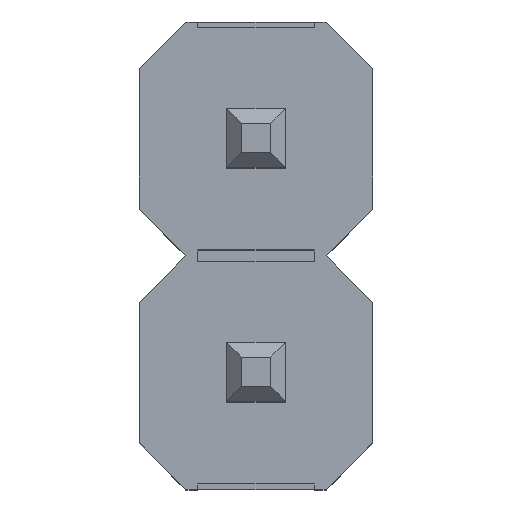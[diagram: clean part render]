
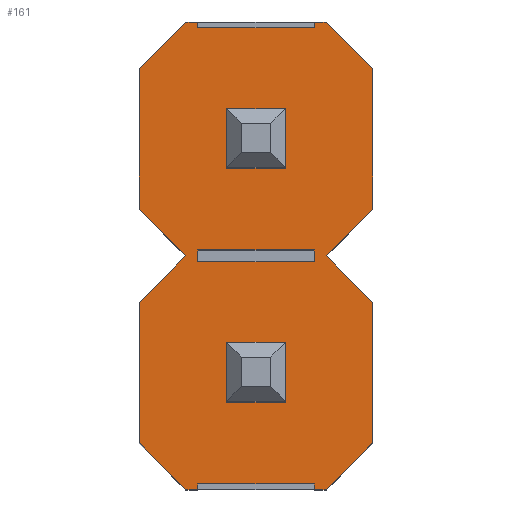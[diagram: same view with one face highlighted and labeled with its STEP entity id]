
A CAD part, top view. The second image highlights one B-rep face of the part: STEP entity #161.
In plain terms, the highlighted planar face has unit normal (0, 0, 1).
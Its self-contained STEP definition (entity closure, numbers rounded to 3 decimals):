
#161=ADVANCED_FACE('',(#881,#883,#885,#887),#889,.T.);
#881=FACE_BOUND('',#882,.T.);
#882=EDGE_LOOP('',(#1461,#1462,#1463,#1464,#1465,#1466,#1467,#1468,#1469,#1470,#1471,
#1472,#1473,#1474,#1475,#1476,#1477,#1478,#1479,#1480,#1481,#1482));
#883=FACE_BOUND('',#884,.T.);
#884=EDGE_LOOP('',(#1483,#1484,#1485,#1486));
#885=FACE_BOUND('',#886,.T.);
#886=EDGE_LOOP('',(#1487,#1488,#1489,#1490));
#887=FACE_BOUND('',#888,.T.);
#888=EDGE_LOOP('',(#1491,#1492,#1493,#1494));
#889=PLANE('',#890);
#890=AXIS2_PLACEMENT_3D('',#891,#892,#893);
#891=CARTESIAN_POINT('',(0.,0.,2.54));
#892=DIRECTION('',(0.,0.,1.));
#893=DIRECTION('',(1.,0.,0.));
#1461=ORIENTED_EDGE('',*,*,#1846,.T.);
#1462=ORIENTED_EDGE('',*,*,#1847,.T.);
#1463=ORIENTED_EDGE('',*,*,#1848,.T.);
#1464=ORIENTED_EDGE('',*,*,#1849,.T.);
#1465=ORIENTED_EDGE('',*,*,#1850,.T.);
#1466=ORIENTED_EDGE('',*,*,#1851,.T.);
#1467=ORIENTED_EDGE('',*,*,#1852,.T.);
#1468=ORIENTED_EDGE('',*,*,#1853,.T.);
#1469=ORIENTED_EDGE('',*,*,#1818,.T.);
#1470=ORIENTED_EDGE('',*,*,#1854,.T.);
#1471=ORIENTED_EDGE('',*,*,#1855,.T.);
#1472=ORIENTED_EDGE('',*,*,#1856,.T.);
#1473=ORIENTED_EDGE('',*,*,#1814,.T.);
#1474=ORIENTED_EDGE('',*,*,#1845,.T.);
#1475=ORIENTED_EDGE('',*,*,#1857,.T.);
#1476=ORIENTED_EDGE('',*,*,#1858,.T.);
#1477=ORIENTED_EDGE('',*,*,#1859,.T.);
#1478=ORIENTED_EDGE('',*,*,#1860,.T.);
#1479=ORIENTED_EDGE('',*,*,#1861,.T.);
#1480=ORIENTED_EDGE('',*,*,#1862,.T.);
#1481=ORIENTED_EDGE('',*,*,#1863,.T.);
#1482=ORIENTED_EDGE('',*,*,#1864,.T.);
#1483=ORIENTED_EDGE('',*,*,#1865,.T.);
#1484=ORIENTED_EDGE('',*,*,#1866,.T.);
#1485=ORIENTED_EDGE('',*,*,#1867,.T.);
#1486=ORIENTED_EDGE('',*,*,#1868,.T.);
#1487=ORIENTED_EDGE('',*,*,#1869,.F.);
#1488=ORIENTED_EDGE('',*,*,#1870,.F.);
#1489=ORIENTED_EDGE('',*,*,#1871,.F.);
#1490=ORIENTED_EDGE('',*,*,#1872,.F.);
#1491=ORIENTED_EDGE('',*,*,#1873,.F.);
#1492=ORIENTED_EDGE('',*,*,#1874,.F.);
#1493=ORIENTED_EDGE('',*,*,#1875,.F.);
#1494=ORIENTED_EDGE('',*,*,#1876,.F.);
#1814=EDGE_CURVE('',#2038,#2036,#2039,.T.);
#1818=EDGE_CURVE('',#2046,#2044,#2047,.T.);
#1845=EDGE_CURVE('',#2036,#2096,#2098,.T.);
#1846=EDGE_CURVE('',#2099,#2100,#2101,.F.);
#1847=EDGE_CURVE('',#2100,#2102,#2103,.T.);
#1848=EDGE_CURVE('',#2102,#2104,#2105,.T.);
#1849=EDGE_CURVE('',#2104,#2106,#2107,.T.);
#1850=EDGE_CURVE('',#2106,#2108,#2109,.T.);
#1851=EDGE_CURVE('',#2108,#2110,#2111,.T.);
#1852=EDGE_CURVE('',#2110,#2112,#2113,.T.);
#1853=EDGE_CURVE('',#2112,#2046,#2114,.T.);
#1854=EDGE_CURVE('',#2044,#2115,#2116,.F.);
#1855=EDGE_CURVE('',#2115,#2117,#2118,.F.);
#1856=EDGE_CURVE('',#2117,#2038,#2119,.F.);
#1857=EDGE_CURVE('',#2096,#2120,#2121,.T.);
#1858=EDGE_CURVE('',#2120,#2122,#2123,.T.);
#1859=EDGE_CURVE('',#2122,#2124,#2125,.T.);
#1860=EDGE_CURVE('',#2124,#2126,#2127,.T.);
#1861=EDGE_CURVE('',#2126,#2128,#2129,.T.);
#1862=EDGE_CURVE('',#2128,#2130,#2131,.T.);
#1863=EDGE_CURVE('',#2130,#2132,#2133,.F.);
#1864=EDGE_CURVE('',#2132,#2099,#2134,.F.);
#1865=EDGE_CURVE('',#2135,#2136,#2137,.F.);
#1866=EDGE_CURVE('',#2136,#2138,#2139,.F.);
#1867=EDGE_CURVE('',#2138,#2140,#2141,.F.);
#1868=EDGE_CURVE('',#2140,#2135,#2142,.F.);
#1869=EDGE_CURVE('',#2143,#2144,#2145,.T.);
#1870=EDGE_CURVE('',#2146,#2143,#2147,.F.);
#1871=EDGE_CURVE('',#2148,#2146,#2149,.T.);
#1872=EDGE_CURVE('',#2144,#2148,#2150,.T.);
#1873=EDGE_CURVE('',#2151,#2152,#2153,.T.);
#1874=EDGE_CURVE('',#2154,#2151,#2155,.F.);
#1875=EDGE_CURVE('',#2156,#2154,#2157,.T.);
#1876=EDGE_CURVE('',#2152,#2156,#2158,.T.);
#2036=VERTEX_POINT('',#2422);
#2038=VERTEX_POINT('',#2426);
#2039=LINE('',#2427,#2428);
#2044=VERTEX_POINT('',#2438);
#2046=VERTEX_POINT('',#2442);
#2047=LINE('',#2443,#2444);
#2096=VERTEX_POINT('',#2544);
#2098=LINE('',#2548,#2549);
#2099=VERTEX_POINT('',#2551);
#2100=VERTEX_POINT('',#2552);
#2101=LINE('',#2553,#2554);
#2102=VERTEX_POINT('',#2556);
#2103=LINE('',#2557,#2558);
#2104=VERTEX_POINT('',#2560);
#2105=LINE('',#2561,#2562);
#2106=VERTEX_POINT('',#2564);
#2107=LINE('',#2565,#2566);
#2108=VERTEX_POINT('',#2568);
#2109=LINE('',#2569,#2570);
#2110=VERTEX_POINT('',#2572);
#2111=LINE('',#2573,#2574);
#2112=VERTEX_POINT('',#2576);
#2113=LINE('',#2577,#2578);
#2114=LINE('',#2580,#2581);
#2115=VERTEX_POINT('',#2583);
#2116=LINE('',#2584,#2585);
#2117=VERTEX_POINT('',#2587);
#2118=LINE('',#2588,#2589);
#2119=LINE('',#2591,#2592);
#2120=VERTEX_POINT('',#2594);
#2121=LINE('',#2595,#2596);
#2122=VERTEX_POINT('',#2598);
#2123=LINE('',#2599,#2600);
#2124=VERTEX_POINT('',#2602);
#2125=LINE('',#2603,#2604);
#2126=VERTEX_POINT('',#2606);
#2127=LINE('',#2607,#2608);
#2128=VERTEX_POINT('',#2610);
#2129=LINE('',#2611,#2612);
#2130=VERTEX_POINT('',#2614);
#2131=LINE('',#2615,#2616);
#2132=VERTEX_POINT('',#2618);
#2133=LINE('',#2619,#2620);
#2134=LINE('',#2622,#2623);
#2135=VERTEX_POINT('',#2625);
#2136=VERTEX_POINT('',#2626);
#2137=LINE('',#2627,#2628);
#2138=VERTEX_POINT('',#2630);
#2139=LINE('',#2631,#2632);
#2140=VERTEX_POINT('',#2634);
#2141=LINE('',#2635,#2636);
#2142=LINE('',#2638,#2639);
#2143=VERTEX_POINT('',#2641);
#2144=VERTEX_POINT('',#2642);
#2145=LINE('',#2643,#2644);
#2146=VERTEX_POINT('',#2646);
#2147=LINE('',#2647,#2648);
#2148=VERTEX_POINT('',#2650);
#2149=LINE('',#2651,#2652);
#2150=LINE('',#2654,#2655);
#2151=VERTEX_POINT('',#2657);
#2152=VERTEX_POINT('',#2658);
#2153=LINE('',#2659,#2660);
#2154=VERTEX_POINT('',#2662);
#2155=LINE('',#2663,#2664);
#2156=VERTEX_POINT('',#2666);
#2157=LINE('',#2667,#2668);
#2158=LINE('',#2670,#2671);
#2422=CARTESIAN_POINT('',(0.762,-1.27,2.54));
#2426=CARTESIAN_POINT('',(0.635,-1.27,2.54));
#2427=CARTESIAN_POINT('',(0.635,-1.27,2.54));
#2428=VECTOR('',#2429,1.);
#2429=DIRECTION('',(1.,0.,0.));
#2438=CARTESIAN_POINT('',(-0.635,-1.27,2.54));
#2442=CARTESIAN_POINT('',(-0.762,-1.27,2.54));
#2443=CARTESIAN_POINT('',(-0.762,-1.27,2.54));
#2444=VECTOR('',#2445,1.);
#2445=DIRECTION('',(1.,0.,0.));
#2544=CARTESIAN_POINT('',(1.27,-0.762,2.54));
#2548=CARTESIAN_POINT('',(0.762,-1.27,2.54));
#2549=VECTOR('',#2550,1.);
#2550=DIRECTION('',(0.707,0.707,0.));
#2551=CARTESIAN_POINT('',(-0.635,3.747,2.54));
#2552=CARTESIAN_POINT('',(-0.635,3.81,2.54));
#2553=CARTESIAN_POINT('',(-0.635,3.81,2.54));
#2554=VECTOR('',#2555,1.);
#2555=DIRECTION('',(0.,-1.,0.));
#2556=CARTESIAN_POINT('',(-0.762,3.81,2.54));
#2557=CARTESIAN_POINT('',(-0.635,3.81,2.54));
#2558=VECTOR('',#2559,1.);
#2559=DIRECTION('',(-1.,0.,0.));
#2560=CARTESIAN_POINT('',(-1.27,3.302,2.54));
#2561=CARTESIAN_POINT('',(-0.762,3.81,2.54));
#2562=VECTOR('',#2563,1.);
#2563=DIRECTION('',(-0.707,-0.707,0.));
#2564=CARTESIAN_POINT('',(-1.27,1.778,2.54));
#2565=CARTESIAN_POINT('',(-1.27,3.302,2.54));
#2566=VECTOR('',#2567,1.);
#2567=DIRECTION('',(0.,-1.,0.));
#2568=CARTESIAN_POINT('',(-0.762,1.27,2.54));
#2569=CARTESIAN_POINT('',(-1.27,1.778,2.54));
#2570=VECTOR('',#2571,1.);
#2571=DIRECTION('',(0.707,-0.707,0.));
#2572=CARTESIAN_POINT('',(-1.27,0.762,2.54));
#2573=CARTESIAN_POINT('',(-0.762,1.27,2.54));
#2574=VECTOR('',#2575,1.);
#2575=DIRECTION('',(-0.707,-0.707,0.));
#2576=CARTESIAN_POINT('',(-1.27,-0.762,2.54));
#2577=CARTESIAN_POINT('',(-1.27,0.762,2.54));
#2578=VECTOR('',#2579,1.);
#2579=DIRECTION('',(0.,-1.,0.));
#2580=CARTESIAN_POINT('',(-1.27,-0.762,2.54));
#2581=VECTOR('',#2582,1.);
#2582=DIRECTION('',(0.707,-0.707,0.));
#2583=CARTESIAN_POINT('',(-0.635,-1.207,2.54));
#2584=CARTESIAN_POINT('',(-0.635,-1.207,2.54));
#2585=VECTOR('',#2586,1.);
#2586=DIRECTION('',(0.,-1.,0.));
#2587=CARTESIAN_POINT('',(0.635,-1.207,2.54));
#2588=CARTESIAN_POINT('',(0.635,-1.207,2.54));
#2589=VECTOR('',#2590,1.);
#2590=DIRECTION('',(-1.,0.,0.));
#2591=CARTESIAN_POINT('',(0.635,-1.27,2.54));
#2592=VECTOR('',#2593,1.);
#2593=DIRECTION('',(0.,1.,0.));
#2594=CARTESIAN_POINT('',(1.27,0.762,2.54));
#2595=CARTESIAN_POINT('',(1.27,-0.762,2.54));
#2596=VECTOR('',#2597,1.);
#2597=DIRECTION('',(0.,1.,0.));
#2598=CARTESIAN_POINT('',(0.762,1.27,2.54));
#2599=CARTESIAN_POINT('',(1.27,0.762,2.54));
#2600=VECTOR('',#2601,1.);
#2601=DIRECTION('',(-0.707,0.707,0.));
#2602=CARTESIAN_POINT('',(1.27,1.778,2.54));
#2603=CARTESIAN_POINT('',(0.762,1.27,2.54));
#2604=VECTOR('',#2605,1.);
#2605=DIRECTION('',(0.707,0.707,0.));
#2606=CARTESIAN_POINT('',(1.27,3.302,2.54));
#2607=CARTESIAN_POINT('',(1.27,1.778,2.54));
#2608=VECTOR('',#2609,1.);
#2609=DIRECTION('',(0.,1.,0.));
#2610=CARTESIAN_POINT('',(0.762,3.81,2.54));
#2611=CARTESIAN_POINT('',(1.27,3.302,2.54));
#2612=VECTOR('',#2613,1.);
#2613=DIRECTION('',(-0.707,0.707,0.));
#2614=CARTESIAN_POINT('',(0.635,3.81,2.54));
#2615=CARTESIAN_POINT('',(0.762,3.81,2.54));
#2616=VECTOR('',#2617,1.);
#2617=DIRECTION('',(-1.,0.,0.));
#2618=CARTESIAN_POINT('',(0.635,3.747,2.54));
#2619=CARTESIAN_POINT('',(0.635,3.747,2.54));
#2620=VECTOR('',#2621,1.);
#2621=DIRECTION('',(0.,1.,0.));
#2622=CARTESIAN_POINT('',(-0.635,3.747,2.54));
#2623=VECTOR('',#2624,1.);
#2624=DIRECTION('',(1.,0.,0.));
#2625=CARTESIAN_POINT('',(-0.635,1.334,2.54));
#2626=CARTESIAN_POINT('',(0.635,1.334,2.54));
#2627=CARTESIAN_POINT('',(0.635,1.334,2.54));
#2628=VECTOR('',#2629,1.);
#2629=DIRECTION('',(-1.,0.,0.));
#2630=CARTESIAN_POINT('',(0.635,1.207,2.54));
#2631=CARTESIAN_POINT('',(0.635,1.207,2.54));
#2632=VECTOR('',#2633,1.);
#2633=DIRECTION('',(0.,1.,0.));
#2634=CARTESIAN_POINT('',(-0.635,1.207,2.54));
#2635=CARTESIAN_POINT('',(-0.635,1.207,2.54));
#2636=VECTOR('',#2637,1.);
#2637=DIRECTION('',(1.,0.,0.));
#2638=CARTESIAN_POINT('',(-0.635,1.334,2.54));
#2639=VECTOR('',#2640,1.);
#2640=DIRECTION('',(0.,-1.,0.));
#2641=CARTESIAN_POINT('',(0.32,0.32,2.54));
#2642=CARTESIAN_POINT('',(-0.32,0.32,2.54));
#2643=CARTESIAN_POINT('',(0.32,0.32,2.54));
#2644=VECTOR('',#2645,1.);
#2645=DIRECTION('',(-1.,0.,0.));
#2646=CARTESIAN_POINT('',(0.32,-0.32,2.54));
#2647=CARTESIAN_POINT('',(0.32,0.32,2.54));
#2648=VECTOR('',#2649,1.);
#2649=DIRECTION('',(0.,-1.,0.));
#2650=CARTESIAN_POINT('',(-0.32,-0.32,2.54));
#2651=CARTESIAN_POINT('',(-0.32,-0.32,2.54));
#2652=VECTOR('',#2653,1.);
#2653=DIRECTION('',(1.,0.,0.));
#2654=CARTESIAN_POINT('',(-0.32,0.32,2.54));
#2655=VECTOR('',#2656,1.);
#2656=DIRECTION('',(0.,-1.,0.));
#2657=CARTESIAN_POINT('',(0.32,2.86,2.54));
#2658=CARTESIAN_POINT('',(-0.32,2.86,2.54));
#2659=CARTESIAN_POINT('',(0.32,2.86,2.54));
#2660=VECTOR('',#2661,1.);
#2661=DIRECTION('',(-1.,0.,0.));
#2662=CARTESIAN_POINT('',(0.32,2.22,2.54));
#2663=CARTESIAN_POINT('',(0.32,2.86,2.54));
#2664=VECTOR('',#2665,1.);
#2665=DIRECTION('',(0.,-1.,0.));
#2666=CARTESIAN_POINT('',(-0.32,2.22,2.54));
#2667=CARTESIAN_POINT('',(-0.32,2.22,2.54));
#2668=VECTOR('',#2669,1.);
#2669=DIRECTION('',(1.,0.,0.));
#2670=CARTESIAN_POINT('',(-0.32,2.86,2.54));
#2671=VECTOR('',#2672,1.);
#2672=DIRECTION('',(0.,-1.,0.));
